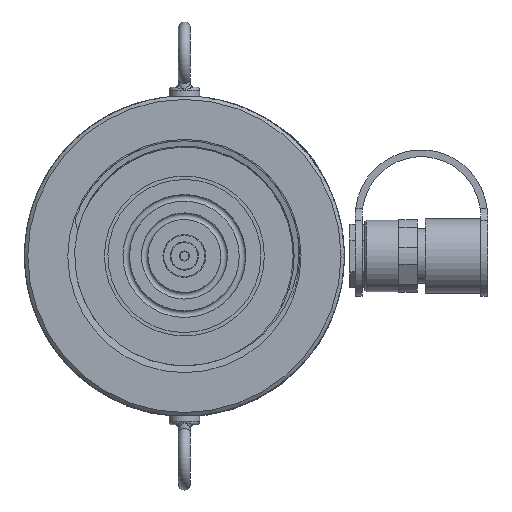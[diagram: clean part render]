
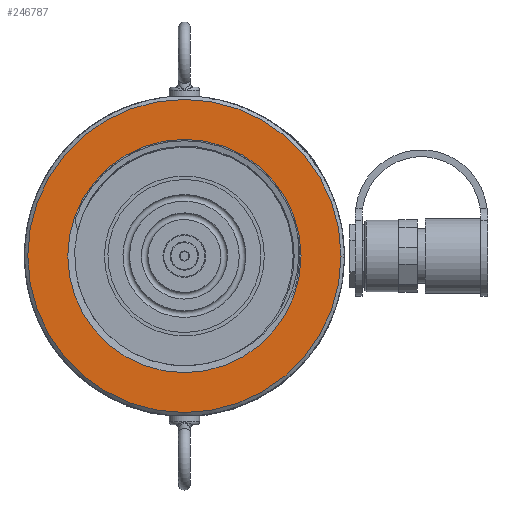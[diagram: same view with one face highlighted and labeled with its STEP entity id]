
A CAD part, left-side view. The second image highlights one B-rep face of the part: STEP entity #246787.
In plain terms, the highlighted planar face has unit normal (-1, 0, 0).
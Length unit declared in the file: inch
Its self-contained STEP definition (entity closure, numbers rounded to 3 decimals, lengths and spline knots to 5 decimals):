
#38570 = CARTESIAN_POINT ( 'NONE',  ( -4.755, 0., 0. ) ) ;
#50221 = CARTESIAN_POINT ( 'NONE',  ( -4.755, 0., 2.84 ) ) ;
#52038 = AXIS2_PLACEMENT_3D ( 'NONE', #38570, #212217, #135948 ) ;
#52206 = ORIENTED_EDGE ( 'NONE', *, *, #163720, .F. ) ;
#54499 = FACE_BOUND ( 'NONE', #124416, .T. ) ;
#62763 = CIRCLE ( 'NONE', #214442, 2.115 ) ;
#76553 = ORIENTED_EDGE ( 'NONE', *, *, #96579, .T. ) ;
#83298 = DIRECTION ( 'NONE',  ( -1., 0., 0. ) ) ;
#87726 = CARTESIAN_POINT ( 'NONE',  ( -4.755, 0., 2.115 ) ) ;
#96579 = EDGE_CURVE ( 'NONE', #206545, #206545, #242995, .T. ) ;
#102053 = DIRECTION ( 'NONE',  ( 0., 0., 1. ) ) ;
#108060 = EDGE_LOOP ( 'NONE', ( #76553 ) ) ;
#108577 = DIRECTION ( 'NONE',  ( 1., 0., 0. ) ) ;
#124416 = EDGE_LOOP ( 'NONE', ( #52206 ) ) ;
#135948 = DIRECTION ( 'NONE',  ( 0., 0., 1. ) ) ;
#143037 = CARTESIAN_POINT ( 'NONE',  ( -4.755, 0., 0. ) ) ;
#148914 = AXIS2_PLACEMENT_3D ( 'NONE', #225887, #108577, #245549 ) ;
#163720 = EDGE_CURVE ( 'NONE', #246379, #246379, #62763, .T. ) ;
#186456 = PLANE ( 'NONE',  #148914 ) ;
#206545 = VERTEX_POINT ( 'NONE', #50221 ) ;
#212217 = DIRECTION ( 'NONE',  ( -1., 0., 0. ) ) ;
#214442 = AXIS2_PLACEMENT_3D ( 'NONE', #143037, #83298, #102053 ) ;
#225887 = CARTESIAN_POINT ( 'NONE',  ( -4.755, 2.84, 0. ) ) ;
#242995 = CIRCLE ( 'NONE', #52038, 2.84 ) ;
#244167 = FACE_OUTER_BOUND ( 'NONE', #108060, .T. ) ;
#245549 = DIRECTION ( 'NONE',  ( 0., 0., -1. ) ) ;
#246379 = VERTEX_POINT ( 'NONE', #87726 ) ;
#246787 = ADVANCED_FACE ( 'NONE', ( #54499, #244167 ), #186456, .F. ) ;
